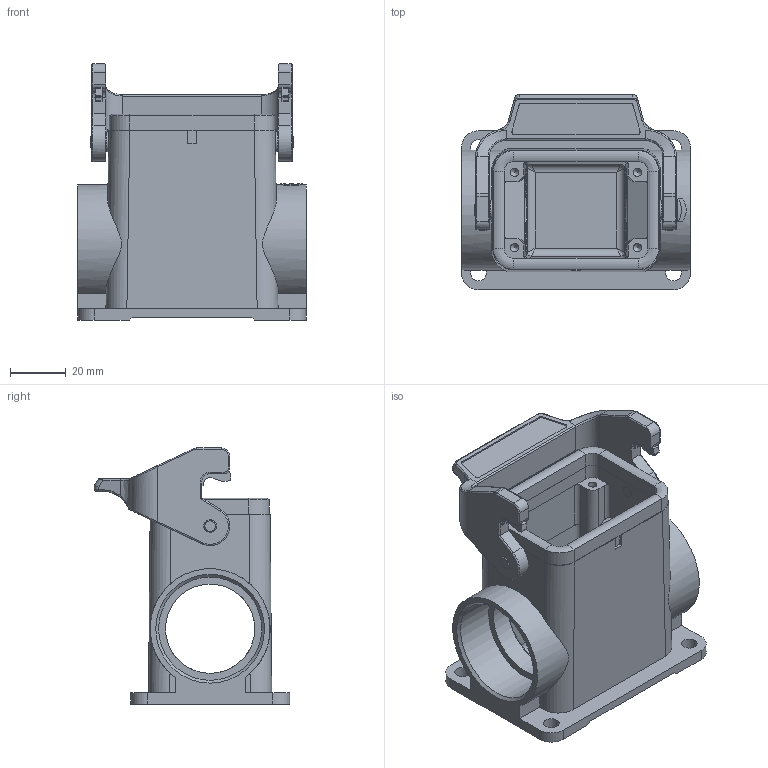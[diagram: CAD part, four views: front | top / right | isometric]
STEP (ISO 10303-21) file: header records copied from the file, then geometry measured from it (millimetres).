
FILE_DESCRIPTION(/* description */ (''),/* implementation_level */ '2;1');
FILE_NAME(/* name */ '100578886ugm000_c.stp',/* time_stamp */ '2018-08-20T09:57:29+02:00',/* author */ (''),/* organization */ (''),/* preprocessor_version */ 'ST-DEVELOPER v16.7',/* originating_system */ 'SIEMENS PLM Software NX 12.0',/* authorisation */ '');
FILE_SCHEMA (('AUTOMOTIVE_DESIGN { 1 0 10303 214 3 1 1 1 }'));
Length unit declared in the file: millimetre
Products named in the file (1): 100578886ugm000_c
Bounding box: 82 x 70 x 91.8 mm (x, y, z)
Volume: 97832.2 mm3; surface area: 46376.6 mm2
Topology: 2 solids, 2 shells, 503 faces, 2046 edges, 2287 vertices
Faces by surface type: plane 264, cylinder 155, bspline 58, cone 12, torus 10, sphere 2, extrusion 2
Full cylindrical faces by diameter (mm): 0.88 x1, 1.04 x1, 3 x4, 4 x2, 4.8 x2, 5.6 x4, 7 x2, 32 x2, 37 x2
Entity records: 26786 total; most frequent: CARTESIAN_POINT 8232, DIRECTION 2553, ORIENTED_EDGE 2514, EDGE_CURVE 1257, PRESENTATION_STYLE_ASSIGNMENT 1088, AXIS2_PLACEMENT_3D 859, VECTOR 835, LINE 833
